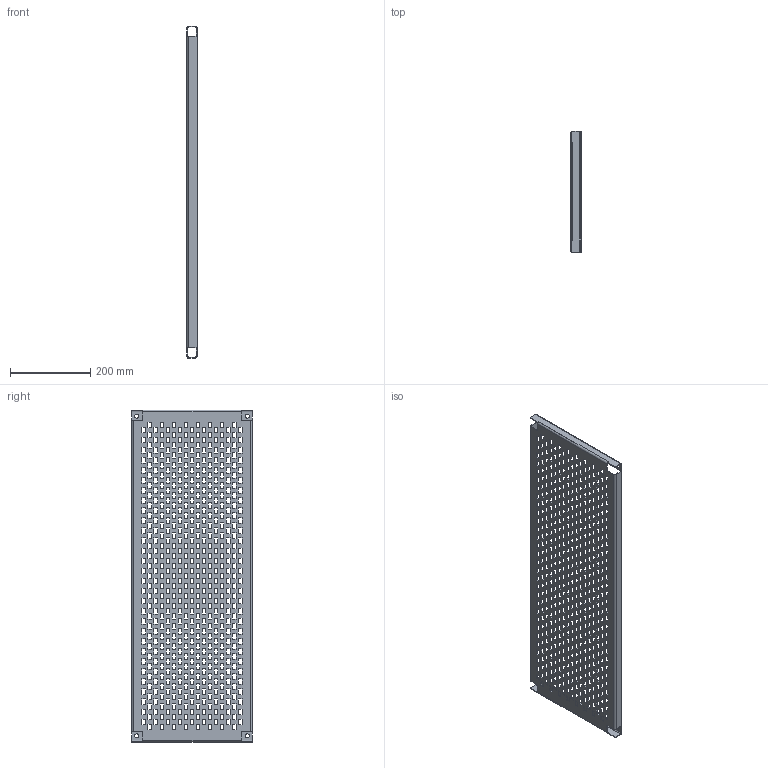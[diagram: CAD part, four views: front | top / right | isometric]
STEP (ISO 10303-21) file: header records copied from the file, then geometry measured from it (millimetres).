
FILE_DESCRIPTION(/* description */ (''),/* implementation_level */ '2;1');
FILE_NAME(/* name */ 'PLPU30100.stp',/* time_stamp */ '2017-05-30T10:08:07+02:00',/* author */ (''),/* organization */ (''),/* preprocessor_version */ 'ST-DEVELOPER v15',/* originating_system */ 'SIEMENS PLM Software NX 9.0',/* authorisation */ '');
FILE_SCHEMA (('CONFIG_CONTROL_DESIGN'));
Products named in the file (1): PLPU30100_stp
Bounding box: 25 x 300 x 825 mm (x, y, z)
Volume: 476385.6 mm3; surface area: 529761.5 mm2
Topology: 1 solids, 1 shells, 2126 faces, 6368 edges, 4244 vertices
Faces by surface type: plane 2110, cylinder 12, bspline 4
Full cylindrical faces by diameter (mm): 10 x4
Entity records: 72277 total; most frequent: CARTESIAN_POINT 12870, ORIENTED_EDGE 12736, DIRECTION 10587, EDGE_CURVE 6368, LINE 6297, VECTOR 6297, VERTEX_POINT 4244, EDGE_LOOP 3170
